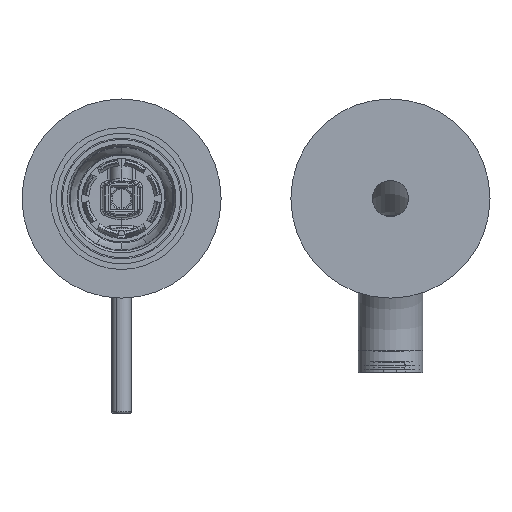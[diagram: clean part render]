
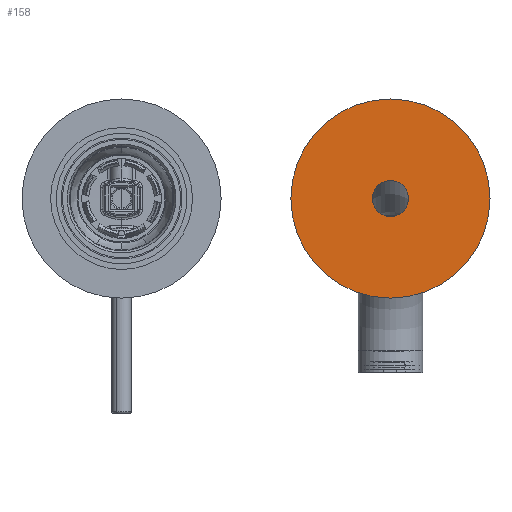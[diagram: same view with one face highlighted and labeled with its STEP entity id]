
A CAD part, front view. The second image highlights one B-rep face of the part: STEP entity #158.
In plain terms, the highlighted planar face has unit normal (0, -1, 0).
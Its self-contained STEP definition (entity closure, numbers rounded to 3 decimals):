
#40=CARTESIAN_POINT('Vertex',(40.,-2.,0.)) ;
#45=CARTESIAN_POINT('Axis2P3D Location',(0.,-2.,0.)) ;
#49=CARTESIAN_POINT('Vertex',(-40.,-2.,0.)) ;
#71=CARTESIAN_POINT('Axis2P3D Location',(0.,-2.,0.)) ;
#106=CARTESIAN_POINT('Vertex',(7.25,-2.,0.)) ;
#109=CARTESIAN_POINT('Axis2P3D Location',(0.,-2.,0.)) ;
#113=CARTESIAN_POINT('Vertex',(-7.25,-2.,0.)) ;
#133=CARTESIAN_POINT('Axis2P3D Location',(0.,-2.,0.)) ;
#145=CARTESIAN_POINT('Axis2P3D Location',(0.,-2.,0.)) ;
#46=DIRECTION('Axis2P3D Direction',(-0.,1.,0.)) ;
#72=DIRECTION('Axis2P3D Direction',(-0.,1.,0.)) ;
#110=DIRECTION('Axis2P3D Direction',(-0.,1.,0.)) ;
#134=DIRECTION('Axis2P3D Direction',(-0.,1.,0.)) ;
#146=DIRECTION('Axis2P3D Direction',(-0.,1.,0.)) ;
#147=DIRECTION('Axis2P3D XDirection',(1.,0.,0.)) ;
#47=AXIS2_PLACEMENT_3D('Circle Axis2P3D',#45,#46,$) ;
#73=AXIS2_PLACEMENT_3D('Circle Axis2P3D',#71,#72,$) ;
#111=AXIS2_PLACEMENT_3D('Circle Axis2P3D',#109,#110,$) ;
#135=AXIS2_PLACEMENT_3D('Circle Axis2P3D',#133,#134,$) ;
#148=AXIS2_PLACEMENT_3D('Plane Axis2P3D',#145,#146,#147) ;
#48=CIRCLE('generated circle',#47,40.) ;
#74=CIRCLE('generated circle',#73,40.) ;
#112=CIRCLE('generated circle',#111,7.25) ;
#136=CIRCLE('generated circle',#135,7.25) ;
#149=PLANE('',#148) ;
#157=FACE_BOUND('',#154,.T.) ;
#51=EDGE_CURVE('',#41,#50,#48,.T.) ;
#75=EDGE_CURVE('',#50,#41,#74,.T.) ;
#115=EDGE_CURVE('',#114,#107,#112,.T.) ;
#137=EDGE_CURVE('',#107,#114,#136,.T.) ;
#151=ORIENTED_EDGE('',*,*,#75,.F.) ;
#152=ORIENTED_EDGE('',*,*,#51,.F.) ;
#155=ORIENTED_EDGE('',*,*,#137,.T.) ;
#156=ORIENTED_EDGE('',*,*,#115,.T.) ;
#150=EDGE_LOOP('',(#151,#152)) ;
#154=EDGE_LOOP('',(#155,#156)) ;
#41=VERTEX_POINT('',#40) ;
#50=VERTEX_POINT('',#49) ;
#107=VERTEX_POINT('',#106) ;
#114=VERTEX_POINT('',#113) ;
#158=ADVANCED_FACE('P46348.1\\PartBody',(#153,#157),#149,.F.) ;
#153=FACE_OUTER_BOUND('',#150,.T.) ;
